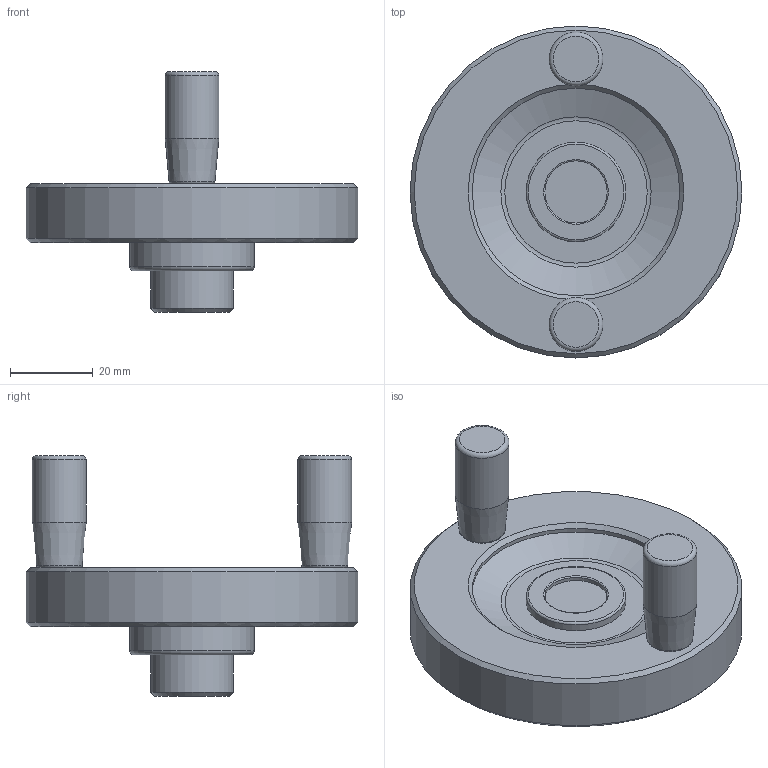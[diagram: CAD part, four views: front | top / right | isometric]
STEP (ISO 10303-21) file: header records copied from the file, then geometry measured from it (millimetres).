
FILE_DESCRIPTION( ( 'Unknown' ), '1' );
FILE_NAME( '7117055_VPRA080_DM.stp', 'Unknown', ( 'Unknown' ), ( 'Unknown' ), 'PSStep 11.0', 'Unknown', ' ' );
FILE_SCHEMA( ( 'AUTOMOTIVE_DESIGN { 1 0 10303 214 1 1 1 1 }' ) );
Length unit declared in the file: millimetre
Products named in the file (1): 1831088
Bounding box: 80 x 80 x 58 mm (x, y, z)
Volume: 67722.8 mm3; surface area: 19632.7 mm2
Topology: 1 solids, 3 shells, 106 faces, 243 edges, 145 vertices
Faces by surface type: plane 42, cone 18, cylinder 17, torus 15, bspline 10, sphere 4
Full cylindrical faces by diameter (mm): 4 x1, 4.917 x2, 8 x2, 12 x2, 13 x2, 15 x1, 20 x1, 24 x1, 30 x1, 50 x1, 80 x1
Entity records: 5000 total; most frequent: CARTESIAN_POINT 2128, DIRECTION 426, ORIENTED_EDGE 348, AXIS2_PLACEMENT_3D 183, EDGE_CURVE 174, EDGE_LOOP 152, FACE_OUTER_BOUND 130, VERTEX_POINT 123
